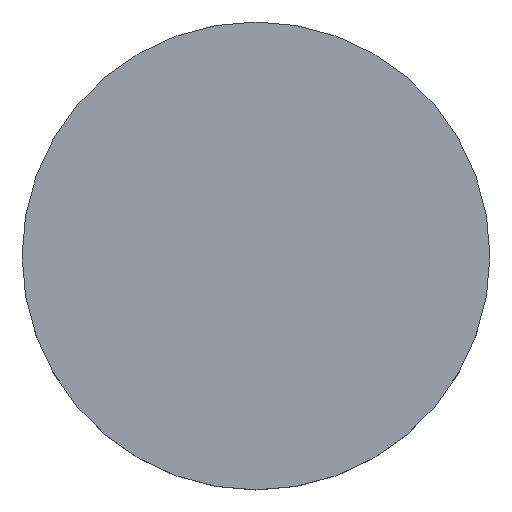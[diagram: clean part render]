
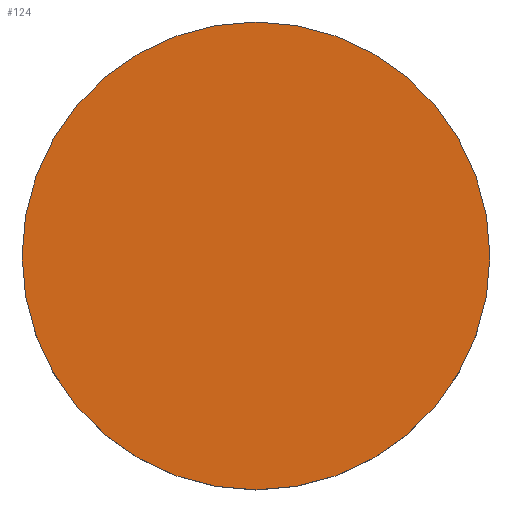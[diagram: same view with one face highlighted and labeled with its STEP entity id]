
A CAD part, top view. The second image highlights one B-rep face of the part: STEP entity #124.
In plain terms, the highlighted planar face has unit normal (0, 0, 1).
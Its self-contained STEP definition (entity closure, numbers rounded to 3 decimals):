
#14 = ORIENTED_EDGE ( 'NONE', *, *, #150, .T. ) ;
#27 = DIRECTION ( 'NONE',  ( 1., 0., 0. ) ) ;
#32 = CIRCLE ( 'NONE', #56, 6.25 ) ;
#41 = CIRCLE ( 'NONE', #172, 6.25 ) ;
#45 = PLANE ( 'NONE',  #87 ) ;
#48 = EDGE_LOOP ( 'NONE', ( #14, #111 ) ) ;
#56 = AXIS2_PLACEMENT_3D ( 'NONE', #165, #78, #131 ) ;
#61 = CARTESIAN_POINT ( 'NONE',  ( 6.25, 0., 1. ) ) ;
#69 = VERTEX_POINT ( 'NONE', #61 ) ;
#75 = CARTESIAN_POINT ( 'NONE',  ( 0., 0., 1. ) ) ;
#78 = DIRECTION ( 'NONE',  ( 0., 0., 1. ) ) ;
#87 = AXIS2_PLACEMENT_3D ( 'NONE', #75, #164, #162 ) ;
#111 = ORIENTED_EDGE ( 'NONE', *, *, #141, .T. ) ;
#118 = DIRECTION ( 'NONE',  ( 0., 0., 1. ) ) ;
#124 = ADVANCED_FACE ( 'NONE', ( #158 ), #45, .T. ) ;
#131 = DIRECTION ( 'NONE',  ( 1., 0., 0. ) ) ;
#135 = CARTESIAN_POINT ( 'NONE',  ( -6.25, 0., 1. ) ) ;
#141 = EDGE_CURVE ( 'NONE', #69, #151, #32, .T. ) ;
#150 = EDGE_CURVE ( 'NONE', #151, #69, #41, .T. ) ;
#151 = VERTEX_POINT ( 'NONE', #135 ) ;
#158 = FACE_OUTER_BOUND ( 'NONE', #48, .T. ) ;
#160 = CARTESIAN_POINT ( 'NONE',  ( 0., 0., 1. ) ) ;
#162 = DIRECTION ( 'NONE',  ( 1., 0., 0. ) ) ;
#164 = DIRECTION ( 'NONE',  ( 0., 0., 1. ) ) ;
#165 = CARTESIAN_POINT ( 'NONE',  ( 0., 0., 1. ) ) ;
#172 = AXIS2_PLACEMENT_3D ( 'NONE', #160, #118, #27 ) ;
